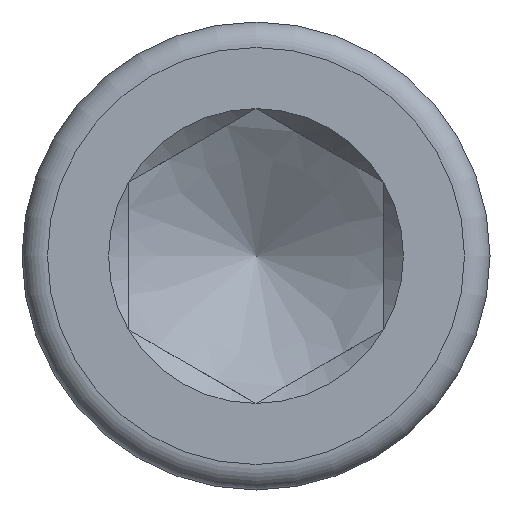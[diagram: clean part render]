
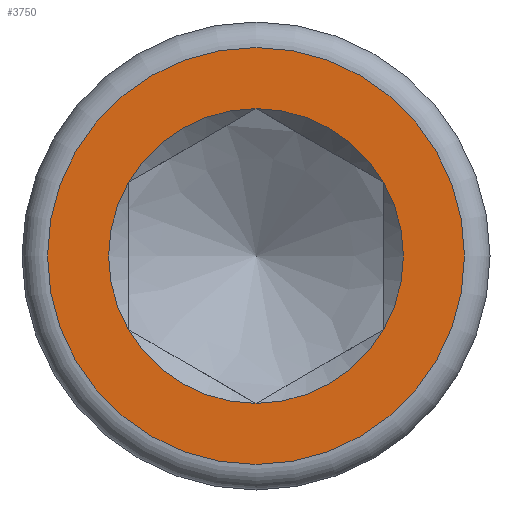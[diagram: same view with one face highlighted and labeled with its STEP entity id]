
A CAD part, left-side view. The second image highlights one B-rep face of the part: STEP entity #3750.
In plain terms, the highlighted planar face has unit normal (-1, 0, 0).
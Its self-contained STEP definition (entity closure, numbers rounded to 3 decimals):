
#17=FACE_BOUND('',#449,.T.);
#49=PLANE('',#3977);
#243=FACE_OUTER_BOUND('',#448,.T.);
#448=EDGE_LOOP('',(#3317));
#449=EDGE_LOOP('',(#3318,#3319,#3320,#3321,#3322,#3323));
#476=CIRCLE('',#3978,2.45);
#477=CIRCLE('',#3979,1.732);
#478=CIRCLE('',#3980,1.732);
#479=CIRCLE('',#3981,1.732);
#480=CIRCLE('',#3982,1.732);
#481=CIRCLE('',#3983,1.732);
#482=CIRCLE('',#3984,1.732);
#1596=VERTEX_POINT('',#16223);
#1597=VERTEX_POINT('',#16224);
#1600=VERTEX_POINT('',#16236);
#1601=VERTEX_POINT('',#16237);
#1604=VERTEX_POINT('',#16249);
#1605=VERTEX_POINT('',#16250);
#1608=VERTEX_POINT('',#16262);
#2180=EDGE_CURVE('',#1608,#1608,#476,.T.);
#2181=EDGE_CURVE('',#1600,#1601,#477,.T.);
#2182=EDGE_CURVE('',#1601,#1604,#478,.T.);
#2183=EDGE_CURVE('',#1604,#1605,#479,.T.);
#2184=EDGE_CURVE('',#1605,#1596,#480,.T.);
#2185=EDGE_CURVE('',#1596,#1597,#481,.T.);
#2186=EDGE_CURVE('',#1597,#1600,#482,.T.);
#3317=ORIENTED_EDGE('',*,*,#2180,.F.);
#3318=ORIENTED_EDGE('',*,*,#2181,.T.);
#3319=ORIENTED_EDGE('',*,*,#2182,.T.);
#3320=ORIENTED_EDGE('',*,*,#2183,.T.);
#3321=ORIENTED_EDGE('',*,*,#2184,.T.);
#3322=ORIENTED_EDGE('',*,*,#2185,.T.);
#3323=ORIENTED_EDGE('',*,*,#2186,.T.);
#3750=ADVANCED_FACE('',(#243,#17),#49,.F.);
#3977=AXIS2_PLACEMENT_3D('',#16261,#4588,#4589);
#3978=AXIS2_PLACEMENT_3D('',#16263,#4590,#4591);
#3979=AXIS2_PLACEMENT_3D('',#16264,#4592,#4593);
#3980=AXIS2_PLACEMENT_3D('',#16265,#4594,#4595);
#3981=AXIS2_PLACEMENT_3D('',#16266,#4596,#4597);
#3982=AXIS2_PLACEMENT_3D('',#16267,#4598,#4599);
#3983=AXIS2_PLACEMENT_3D('',#16268,#4600,#4601);
#3984=AXIS2_PLACEMENT_3D('',#16269,#4602,#4603);
#4588=DIRECTION('center_axis',(1.,0.,0.));
#4589=DIRECTION('ref_axis',(0.,1.,0.));
#4590=DIRECTION('center_axis',(1.,0.,0.));
#4591=DIRECTION('ref_axis',(0.,1.,0.));
#4592=DIRECTION('center_axis',(1.,0.,0.));
#4593=DIRECTION('ref_axis',(0.,0.,-1.));
#4594=DIRECTION('center_axis',(1.,0.,0.));
#4595=DIRECTION('ref_axis',(0.,0.,-1.));
#4596=DIRECTION('center_axis',(1.,0.,0.));
#4597=DIRECTION('ref_axis',(0.,0.,-1.));
#4598=DIRECTION('center_axis',(1.,0.,0.));
#4599=DIRECTION('ref_axis',(0.,0.,-1.));
#4600=DIRECTION('center_axis',(1.,0.,0.));
#4601=DIRECTION('ref_axis',(0.,0.,-1.));
#4602=DIRECTION('center_axis',(1.,0.,0.));
#4603=DIRECTION('ref_axis',(0.,0.,-1.));
#16223=CARTESIAN_POINT('',(-3.,-1.5,0.866));
#16224=CARTESIAN_POINT('',(-3.,-1.5,-0.866));
#16236=CARTESIAN_POINT('',(-3.,0.,-1.732));
#16237=CARTESIAN_POINT('',(-3.,1.5,-0.866));
#16249=CARTESIAN_POINT('',(-3.,1.5,0.866));
#16250=CARTESIAN_POINT('',(-3.,0.,1.732));
#16261=CARTESIAN_POINT('Origin',(-3.,1.732,0.));
#16262=CARTESIAN_POINT('',(-3.,-2.45,0.));
#16263=CARTESIAN_POINT('Origin',(-3.,0.,0.));
#16264=CARTESIAN_POINT('Origin',(-3.,0.,0.));
#16265=CARTESIAN_POINT('Origin',(-3.,0.,0.));
#16266=CARTESIAN_POINT('Origin',(-3.,0.,0.));
#16267=CARTESIAN_POINT('Origin',(-3.,0.,0.));
#16268=CARTESIAN_POINT('Origin',(-3.,0.,0.));
#16269=CARTESIAN_POINT('Origin',(-3.,0.,0.));
